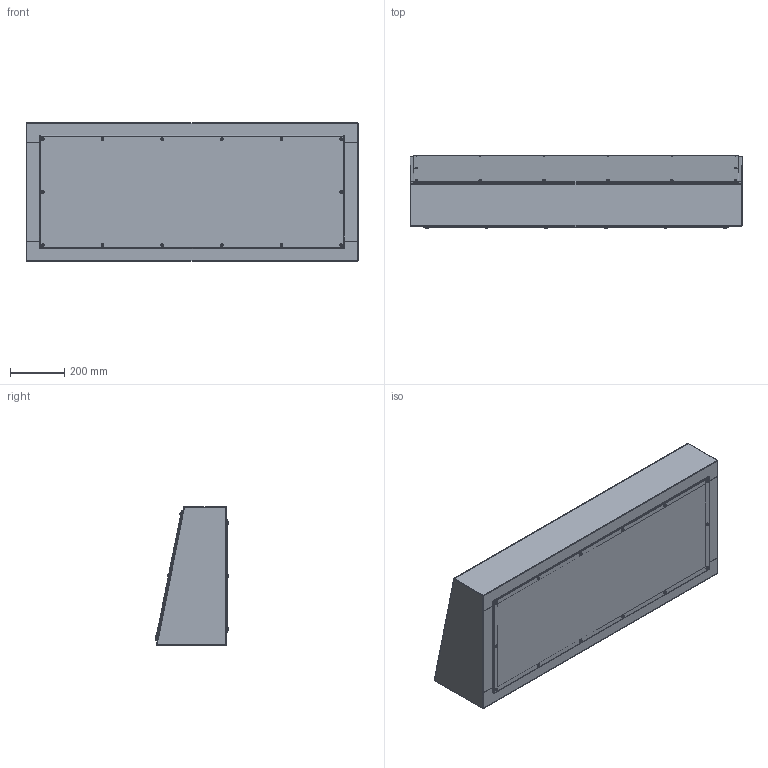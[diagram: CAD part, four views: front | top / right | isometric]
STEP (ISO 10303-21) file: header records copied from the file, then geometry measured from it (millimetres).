
FILE_DESCRIPTION(/* description */ ('WC12 CONSOLE TOP, BOTTOM ENDWALL, 48"'),/* implementation_level */ '2;1');
FILE_NAME(/* name */ 'WC1248T.stp',/* time_stamp */ '2017-06-23T06:36:30-05:00',/* author */ ('wford'),/* organization */ (''),/* preprocessor_version */ 'ST-DEVELOPER v16.1',/* originating_system */ 'Autodesk Inventor 2016',/* authorisation */ '');
FILE_SCHEMA (('AUTOMOTIVE_DESIGN { 1 0 10303 214 3 1 1 }'));
Length unit declared in the file: inch
Products named in the file (12): WC1248TBTM; WC12_TLS; WC12_TRS; WC1248TTOP; 34984; WC1248TIPNL; WC1248TAPNL; WC1248TFRNTGSK; WC1248TBACKGSK; 372154; 39077; WC12_T-assm
Assembly tree (120 placements, depth 2):
  WC12_T-assm
    WC1248TBTM
    WC12_TLS
    WC12_TRS
    WC1248TTOP
    34984  x28
    WC1248TIPNL
    WC1248TAPNL
    WC1248TFRNTGSK
    WC1248TBACKGSK
    372154  x28
    39077  x56
Bounding box: 1222.38 x 270.77 x 511.18 mm (x, y, z)
Volume: 4632885.7 mm3; surface area: 4615268.8 mm2
Topology: 120 solids, 120 shells, 2904 faces, 7388 edges, 4780 vertices
Faces by surface type: plane 1736, cylinder 564, cone 364, torus 168, sphere 56, bspline 16
Full cylindrical faces by diameter (mm): 3.962 x28, 4.255 x28, 4.978 x28, 6.299 x28, 6.35 x28, 6.528 x28, 7.061 x56, 10.312 x28, 11.506 x56
Entity records: 11605 total; most frequent: CARTESIAN_POINT 2416, DIRECTION 1824, ORIENTED_EDGE 1508, EDGE_CURVE 754, AXIS2_PLACEMENT_3D 668, EDGE_LOOP 534, VERTEX_POINT 500, LINE 488
